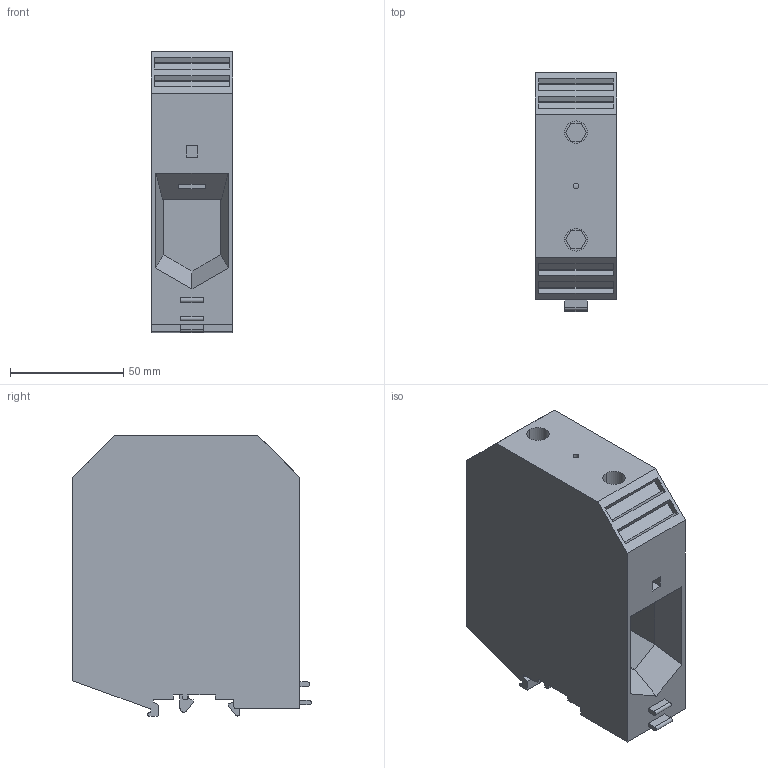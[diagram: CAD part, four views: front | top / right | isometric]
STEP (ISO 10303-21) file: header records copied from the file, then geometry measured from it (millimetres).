
FILE_DESCRIPTION(('Creo Elements/Direct Modeling STEP Export'),'2;1');
FILE_NAME('model.stp','2021-03-25T 0:51:37',(''),(''),'Creo Elements/Direct Modeling STEP processor for AP214 (Solid Model)','Creo Elements/Direct Modeling 20.1D 10-Oct-2020 (C) Parametric Technology GmbH','');
FILE_SCHEMA(('AUTOMOTIVE_DESIGN { 1 0 10303 214 1 1 1 1 }'));
Length unit declared in the file: millimetre
Products named in the file (2): UKH_240-BU-select
Assembly tree (1 placements, depth 2):
  UKH_240-BU-select
    UKH_240-BU-select
Bounding box: 36 x 105.2 x 123.93 mm (x, y, z)
Volume: 318181.9 mm3; surface area: 53783.5 mm2
Topology: 1 solids, 1 shells, 166 faces, 429 edges, 284 vertices
Faces by surface type: plane 153, cylinder 13
Entity records: 6548 total; most frequent: CARTESIAN_POINT 1162, ORIENTED_EDGE 858, DIRECTION 752, EDGE_CURVE 429, VECTOR 400, LINE 400, VERTEX_POINT 284, EDGE_LOOP 185
